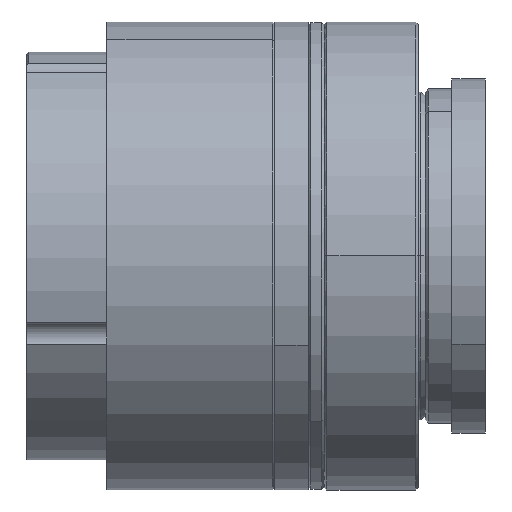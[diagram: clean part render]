
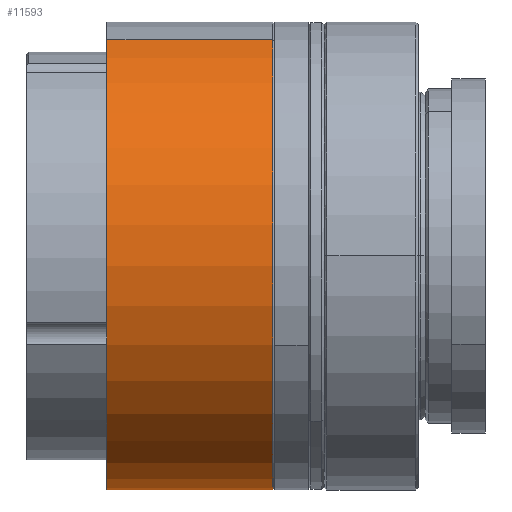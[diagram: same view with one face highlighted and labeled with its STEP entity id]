
A CAD part, top view. The second image highlights one B-rep face of the part: STEP entity #11593.
In plain terms, the highlighted cylindrical face has radius 35 mm (diameter 70 mm), a partial arc.
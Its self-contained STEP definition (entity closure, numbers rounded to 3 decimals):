
#584 = ORIENTED_EDGE ( 'NONE', *, *, #3992, .T. ) ;
#955 = DIRECTION ( 'NONE',  ( 1., 0., 0. ) ) ;
#1022 = DIRECTION ( 'NONE',  ( 0., 0.924, 0.383 ) ) ;
#1367 = VECTOR ( 'NONE', #14674, 1000. ) ;
#1656 = AXIS2_PLACEMENT_3D ( 'NONE', #7602, #10384, #1022 ) ;
#1695 = VECTOR ( 'NONE', #11093, 1000. ) ;
#1893 = CARTESIAN_POINT ( 'NONE',  ( 35.995, -32.336, -13.394 ) ) ;
#1911 = CIRCLE ( 'NONE', #7734, 35. ) ;
#2002 = DIRECTION ( 'NONE',  ( 0., 0.924, 0.383 ) ) ;
#2121 = ORIENTED_EDGE ( 'NONE', *, *, #6956, .F. ) ;
#2321 = FACE_OUTER_BOUND ( 'NONE', #7774, .T. ) ;
#3124 = VERTEX_POINT ( 'NONE', #7321 ) ;
#3992 = EDGE_CURVE ( 'NONE', #3124, #4715, #10553, .T. ) ;
#4510 = ORIENTED_EDGE ( 'NONE', *, *, #6241, .T. ) ;
#4715 = VERTEX_POINT ( 'NONE', #14468 ) ;
#6241 = EDGE_CURVE ( 'NONE', #4715, #9330, #6435, .T. ) ;
#6435 = LINE ( 'NONE', #15717, #1367 ) ;
#6956 = EDGE_CURVE ( 'NONE', #3124, #10970, #10041, .T. ) ;
#7321 = CARTESIAN_POINT ( 'NONE',  ( -41.8, -32.336, -13.394 ) ) ;
#7602 = CARTESIAN_POINT ( 'NONE',  ( 35.995, 0., 0. ) ) ;
#7734 = AXIS2_PLACEMENT_3D ( 'NONE', #16653, #955, #2002 ) ;
#7774 = EDGE_LOOP ( 'NONE', ( #2121, #584, #4510, #15792 ) ) ;
#8169 = CARTESIAN_POINT ( 'NONE',  ( -66.6, 32.336, 13.394 ) ) ;
#8583 = CARTESIAN_POINT ( 'NONE',  ( -41.8, 0., 0. ) ) ;
#9330 = VERTEX_POINT ( 'NONE', #8169 ) ;
#10041 = LINE ( 'NONE', #1893, #1695 ) ;
#10384 = DIRECTION ( 'NONE',  ( -1., 0., 0. ) ) ;
#10553 = CIRCLE ( 'NONE', #15254, 35. ) ;
#10970 = VERTEX_POINT ( 'NONE', #11272 ) ;
#11093 = DIRECTION ( 'NONE',  ( -1., 0., 0. ) ) ;
#11272 = CARTESIAN_POINT ( 'NONE',  ( -66.6, -32.336, -13.394 ) ) ;
#11593 = ADVANCED_FACE ( 'NONE', ( #2321 ), #12902, .T. ) ;
#12218 = EDGE_CURVE ( 'NONE', #9330, #10970, #1911, .T. ) ;
#12902 = CYLINDRICAL_SURFACE ( 'NONE', #1656, 35. ) ;
#13627 = DIRECTION ( 'NONE',  ( -1., 0., 0. ) ) ;
#13883 = DIRECTION ( 'NONE',  ( 0., -0.924, -0.383 ) ) ;
#14468 = CARTESIAN_POINT ( 'NONE',  ( -41.8, 32.336, 13.394 ) ) ;
#14674 = DIRECTION ( 'NONE',  ( -1., 0., 0. ) ) ;
#15254 = AXIS2_PLACEMENT_3D ( 'NONE', #8583, #13627, #13883 ) ;
#15717 = CARTESIAN_POINT ( 'NONE',  ( 35.995, 32.336, 13.394 ) ) ;
#15792 = ORIENTED_EDGE ( 'NONE', *, *, #12218, .T. ) ;
#16653 = CARTESIAN_POINT ( 'NONE',  ( -66.6, 0., 0. ) ) ;
